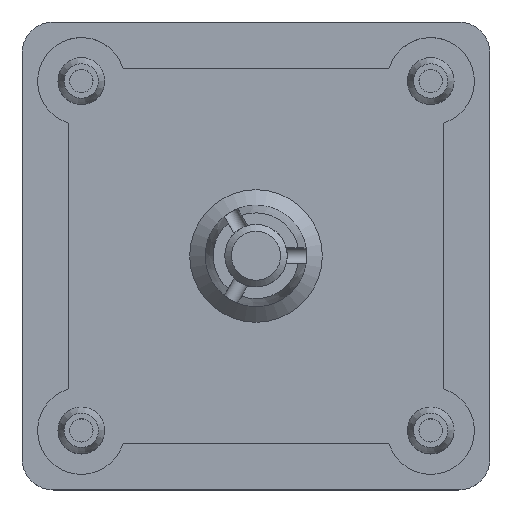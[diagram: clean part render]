
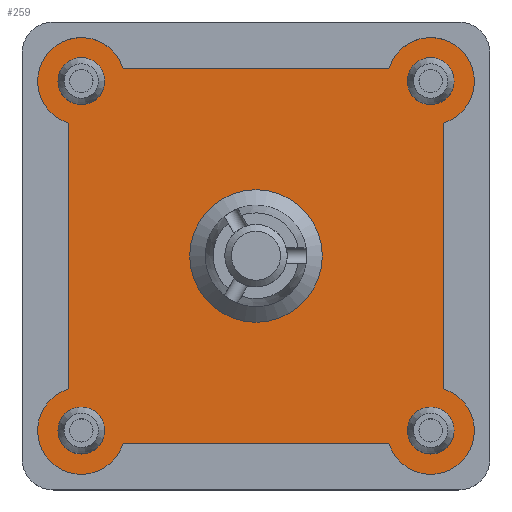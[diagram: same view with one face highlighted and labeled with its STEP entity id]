
A CAD part, top view. The second image highlights one B-rep face of the part: STEP entity #259.
In plain terms, the highlighted planar face has unit normal (0, 0, 1).
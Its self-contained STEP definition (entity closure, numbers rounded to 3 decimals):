
#259 = ADVANCED_FACE( '', ( #529, #530, #531, #532, #533, #534 ), #535, .T. );
#529 = FACE_BOUND( '', #807, .T. );
#530 = FACE_BOUND( '', #808, .T. );
#531 = FACE_BOUND( '', #809, .T. );
#532 = FACE_BOUND( '', #810, .T. );
#533 = FACE_BOUND( '', #811, .T. );
#534 = FACE_OUTER_BOUND( '', #812, .T. );
#535 = PLANE( '', #813 );
#807 = EDGE_LOOP( '', ( #1334 ) );
#808 = EDGE_LOOP( '', ( #1335 ) );
#809 = EDGE_LOOP( '', ( #1336 ) );
#810 = EDGE_LOOP( '', ( #1337 ) );
#811 = EDGE_LOOP( '', ( #1338 ) );
#812 = EDGE_LOOP( '', ( #1339, #1340, #1341, #1342, #1343, #1344, #1345, #1346 ) );
#813 = AXIS2_PLACEMENT_3D( '', #1347, #1348, #1349 );
#1334 = ORIENTED_EDGE( '', *, *, #1581, .F. );
#1335 = ORIENTED_EDGE( '', *, *, #1573, .F. );
#1336 = ORIENTED_EDGE( '', *, *, #1642, .F. );
#1337 = ORIENTED_EDGE( '', *, *, #1526, .F. );
#1338 = ORIENTED_EDGE( '', *, *, #1562, .F. );
#1339 = ORIENTED_EDGE( '', *, *, #1693, .T. );
#1340 = ORIENTED_EDGE( '', *, *, #1589, .T. );
#1341 = ORIENTED_EDGE( '', *, *, #1556, .T. );
#1342 = ORIENTED_EDGE( '', *, *, #1505, .T. );
#1343 = ORIENTED_EDGE( '', *, *, #1513, .T. );
#1344 = ORIENTED_EDGE( '', *, *, #1694, .T. );
#1345 = ORIENTED_EDGE( '', *, *, #1621, .T. );
#1346 = ORIENTED_EDGE( '', *, *, #1658, .T. );
#1347 = CARTESIAN_POINT( '', ( -11.2, -11.2, -1.4 ) );
#1348 = DIRECTION( '', ( 0., 0., 1. ) );
#1349 = DIRECTION( '', ( 1., 0., 0. ) );
#1505 = EDGE_CURVE( '', #1746, #1744, #1747, .T. );
#1513 = EDGE_CURVE( '', #1744, #1757, #1759, .T. );
#1526 = EDGE_CURVE( '', #1781, #1781, #1782, .T. );
#1556 = EDGE_CURVE( '', #1832, #1746, #1833, .T. );
#1562 = EDGE_CURVE( '', #1841, #1841, #1842, .T. );
#1573 = EDGE_CURVE( '', #1860, #1860, #1861, .T. );
#1581 = EDGE_CURVE( '', #1873, #1873, #1874, .T. );
#1589 = EDGE_CURVE( '', #1885, #1832, #1886, .T. );
#1621 = EDGE_CURVE( '', #1932, #1930, #1933, .T. );
#1642 = EDGE_CURVE( '', #1961, #1961, #1962, .T. );
#1658 = EDGE_CURVE( '', #1930, #1983, #1985, .T. );
#1693 = EDGE_CURVE( '', #1983, #1885, #2028, .T. );
#1694 = EDGE_CURVE( '', #1757, #1932, #2029, .T. );
#1744 = VERTEX_POINT( '', #2087 );
#1746 = VERTEX_POINT( '', #2090 );
#1747 = CIRCLE( '', #2091, 2.8 );
#1757 = VERTEX_POINT( '', #2103 );
#1759 = LINE( '', #2106, #2107 );
#1781 = VERTEX_POINT( '', #2135 );
#1782 = CIRCLE( '', #2136, 1.5 );
#1832 = VERTEX_POINT( '', #2207 );
#1833 = LINE( '', #2208, #2209 );
#1841 = VERTEX_POINT( '', #2218 );
#1842 = CIRCLE( '', #2219, 1.5 );
#1860 = VERTEX_POINT( '', #2241 );
#1861 = CIRCLE( '', #2242, 1.5 );
#1873 = VERTEX_POINT( '', #2258 );
#1874 = CIRCLE( '', #2259, 4.25 );
#1885 = VERTEX_POINT( '', #2272 );
#1886 = CIRCLE( '', #2273, 2.8 );
#1930 = VERTEX_POINT( '', #2335 );
#1932 = VERTEX_POINT( '', #2338 );
#1933 = LINE( '', #2339, #2340 );
#1961 = VERTEX_POINT( '', #2377 );
#1962 = CIRCLE( '', #2378, 1.5 );
#1983 = VERTEX_POINT( '', #2406 );
#1985 = CIRCLE( '', #2409, 2.8 );
#2028 = LINE( '', #2500, #2501 );
#2029 = CIRCLE( '', #2502, 2.8 );
#2087 = CARTESIAN_POINT( '', ( 12., -8.517, -1.4 ) );
#2090 = CARTESIAN_POINT( '', ( 8.517, -12., -1.4 ) );
#2091 = AXIS2_PLACEMENT_3D( '', #2572, #2573, #2574 );
#2103 = CARTESIAN_POINT( '', ( 12., 8.517, -1.4 ) );
#2106 = CARTESIAN_POINT( '', ( 12., -8.517, -1.4 ) );
#2107 = VECTOR( '', #2584, 1000. );
#2135 = CARTESIAN_POINT( '', ( 12.7, 11.2, -1.4 ) );
#2136 = AXIS2_PLACEMENT_3D( '', #2600, #2601, #2602 );
#2207 = CARTESIAN_POINT( '', ( -8.517, -12., -1.4 ) );
#2208 = CARTESIAN_POINT( '', ( -8.517, -12., -1.4 ) );
#2209 = VECTOR( '', #2645, 1000. );
#2218 = CARTESIAN_POINT( '', ( -9.7, 11.2, -1.4 ) );
#2219 = AXIS2_PLACEMENT_3D( '', #2653, #2654, #2655 );
#2241 = CARTESIAN_POINT( '', ( 12.7, -11.2, -1.4 ) );
#2242 = AXIS2_PLACEMENT_3D( '', #2669, #2670, #2671 );
#2258 = CARTESIAN_POINT( '', ( 4.25, 0., -1.4 ) );
#2259 = AXIS2_PLACEMENT_3D( '', #2679, #2680, #2681 );
#2272 = CARTESIAN_POINT( '', ( -12., -8.517, -1.4 ) );
#2273 = AXIS2_PLACEMENT_3D( '', #2690, #2691, #2692 );
#2335 = CARTESIAN_POINT( '', ( -8.517, 12., -1.4 ) );
#2338 = CARTESIAN_POINT( '', ( 8.517, 12., -1.4 ) );
#2339 = CARTESIAN_POINT( '', ( 8.517, 12., -1.4 ) );
#2340 = VECTOR( '', #2724, 1000. );
#2377 = CARTESIAN_POINT( '', ( -9.7, -11.2, -1.4 ) );
#2378 = AXIS2_PLACEMENT_3D( '', #2749, #2750, #2751 );
#2406 = CARTESIAN_POINT( '', ( -12., 8.517, -1.4 ) );
#2409 = AXIS2_PLACEMENT_3D( '', #2769, #2770, #2771 );
#2500 = CARTESIAN_POINT( '', ( -12., 8.517, -1.4 ) );
#2501 = VECTOR( '', #2796, 1000. );
#2502 = AXIS2_PLACEMENT_3D( '', #2797, #2798, #2799 );
#2572 = CARTESIAN_POINT( '', ( 11.2, -11.2, -1.4 ) );
#2573 = DIRECTION( '', ( 0., 0., 1. ) );
#2574 = DIRECTION( '', ( 1., 0., 0. ) );
#2584 = DIRECTION( '', ( 0., 1., 0. ) );
#2600 = CARTESIAN_POINT( '', ( 11.2, 11.2, -1.4 ) );
#2601 = DIRECTION( '', ( 0., 0., 1. ) );
#2602 = DIRECTION( '', ( 1., 0., 0. ) );
#2645 = DIRECTION( '', ( 1., 0., 0. ) );
#2653 = CARTESIAN_POINT( '', ( -11.2, 11.2, -1.4 ) );
#2654 = DIRECTION( '', ( 0., 0., 1. ) );
#2655 = DIRECTION( '', ( 1., 0., 0. ) );
#2669 = CARTESIAN_POINT( '', ( 11.2, -11.2, -1.4 ) );
#2670 = DIRECTION( '', ( 0., 0., 1. ) );
#2671 = DIRECTION( '', ( 1., 0., 0. ) );
#2679 = CARTESIAN_POINT( '', ( 0., 0., -1.4 ) );
#2680 = DIRECTION( '', ( 0., 0., 1. ) );
#2681 = DIRECTION( '', ( 1., 0., 0. ) );
#2690 = CARTESIAN_POINT( '', ( -11.2, -11.2, -1.4 ) );
#2691 = DIRECTION( '', ( 0., 0., 1. ) );
#2692 = DIRECTION( '', ( 1., 0., 0. ) );
#2724 = DIRECTION( '', ( -1., 0., 0. ) );
#2749 = CARTESIAN_POINT( '', ( -11.2, -11.2, -1.4 ) );
#2750 = DIRECTION( '', ( 0., 0., 1. ) );
#2751 = DIRECTION( '', ( 1., 0., 0. ) );
#2769 = CARTESIAN_POINT( '', ( -11.2, 11.2, -1.4 ) );
#2770 = DIRECTION( '', ( 0., 0., 1. ) );
#2771 = DIRECTION( '', ( 1., 0., 0. ) );
#2796 = DIRECTION( '', ( 0., -1., 0. ) );
#2797 = CARTESIAN_POINT( '', ( 11.2, 11.2, -1.4 ) );
#2798 = DIRECTION( '', ( 0., 0., 1. ) );
#2799 = DIRECTION( '', ( 1., 0., 0. ) );
